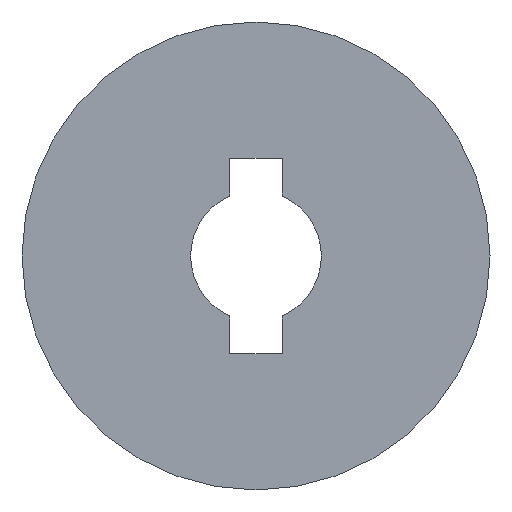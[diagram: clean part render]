
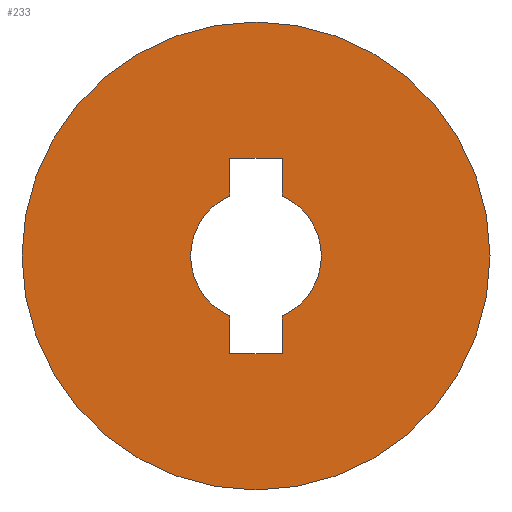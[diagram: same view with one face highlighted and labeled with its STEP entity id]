
A CAD part, front view. The second image highlights one B-rep face of the part: STEP entity #233.
In plain terms, the highlighted planar face has unit normal (0, -1, 0).
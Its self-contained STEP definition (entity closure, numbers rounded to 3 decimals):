
#16=FACE_BOUND('',#56,.T.);
#18=CIRCLE('',#252,2.5);
#20=CIRCLE('',#258,2.5);
#25=CIRCLE('',#267,8.942);
#41=FACE_OUTER_BOUND('',#55,.T.);
#55=EDGE_LOOP('',(#202));
#56=EDGE_LOOP('',(#203,#204,#205,#206,#207,#208,#209,#210));
#59=LINE('',#340,#81);
#63=LINE('',#348,#85);
#67=LINE('',#360,#89);
#70=LINE('',#366,#92);
#73=LINE('',#372,#95);
#77=LINE('',#383,#99);
#81=VECTOR('',#274,10.);
#85=VECTOR('',#280,10.);
#89=VECTOR('',#292,10.);
#92=VECTOR('',#297,10.);
#95=VECTOR('',#302,10.);
#99=VECTOR('',#314,10.);
#103=VERTEX_POINT('',#338);
#104=VERTEX_POINT('',#339);
#107=VERTEX_POINT('',#347);
#109=VERTEX_POINT('',#353);
#111=VERTEX_POINT('',#359);
#113=VERTEX_POINT('',#365);
#115=VERTEX_POINT('',#371);
#117=VERTEX_POINT('',#377);
#122=VERTEX_POINT('',#395);
#123=EDGE_CURVE('',#103,#104,#59,.T.);
#127=EDGE_CURVE('',#104,#107,#63,.T.);
#130=EDGE_CURVE('',#107,#109,#18,.T.);
#133=EDGE_CURVE('',#109,#111,#67,.T.);
#136=EDGE_CURVE('',#111,#113,#70,.T.);
#139=EDGE_CURVE('',#113,#115,#73,.T.);
#142=EDGE_CURVE('',#115,#117,#20,.T.);
#145=EDGE_CURVE('',#117,#103,#77,.T.);
#152=EDGE_CURVE('',#122,#122,#25,.F.);
#202=ORIENTED_EDGE('',*,*,#152,.T.);
#203=ORIENTED_EDGE('',*,*,#145,.T.);
#204=ORIENTED_EDGE('',*,*,#123,.T.);
#205=ORIENTED_EDGE('',*,*,#127,.T.);
#206=ORIENTED_EDGE('',*,*,#130,.T.);
#207=ORIENTED_EDGE('',*,*,#133,.T.);
#208=ORIENTED_EDGE('',*,*,#136,.T.);
#209=ORIENTED_EDGE('',*,*,#139,.T.);
#210=ORIENTED_EDGE('',*,*,#142,.T.);
#220=PLANE('',#268);
#233=ADVANCED_FACE('',(#41,#16),#220,.T.);
#252=AXIS2_PLACEMENT_3D('',#354,#285,#286);
#258=AXIS2_PLACEMENT_3D('',#378,#307,#308);
#267=AXIS2_PLACEMENT_3D('',#397,#330,#331);
#268=AXIS2_PLACEMENT_3D('',#398,#332,#333);
#274=DIRECTION('',(1.,0.,0.));
#280=DIRECTION('',(0.,0.,-1.));
#285=DIRECTION('center_axis',(0.,1.,0.));
#286=DIRECTION('ref_axis',(1.,0.,0.));
#292=DIRECTION('',(0.,0.,-1.));
#297=DIRECTION('',(-1.,0.,0.));
#302=DIRECTION('',(0.,0.,1.));
#307=DIRECTION('center_axis',(0.,1.,0.));
#308=DIRECTION('ref_axis',(1.,0.,0.));
#314=DIRECTION('',(0.,0.,1.));
#330=DIRECTION('center_axis',(0.,1.,0.));
#331=DIRECTION('ref_axis',(1.,0.,0.));
#332=DIRECTION('center_axis',(0.,-1.,0.));
#333=DIRECTION('ref_axis',(1.,0.,0.));
#338=CARTESIAN_POINT('',(-8.002,47.429,-6.611));
#339=CARTESIAN_POINT('',(-6.002,47.429,-6.611));
#340=CARTESIAN_POINT('',(-6.002,47.429,-6.611));
#347=CARTESIAN_POINT('',(-6.002,47.429,-8.049));
#348=CARTESIAN_POINT('',(-6.002,47.429,-14.068));
#353=CARTESIAN_POINT('',(-6.002,47.429,-12.631));
#354=CARTESIAN_POINT('Origin',(-7.002,47.429,-10.34));
#359=CARTESIAN_POINT('',(-6.002,47.429,-14.068));
#360=CARTESIAN_POINT('',(-6.002,47.429,-14.068));
#365=CARTESIAN_POINT('',(-8.002,47.429,-14.068));
#366=CARTESIAN_POINT('',(-8.002,47.429,-14.068));
#371=CARTESIAN_POINT('',(-8.002,47.429,-12.631));
#372=CARTESIAN_POINT('',(-8.002,47.429,-6.611));
#377=CARTESIAN_POINT('',(-8.002,47.429,-8.049));
#378=CARTESIAN_POINT('Origin',(-7.002,47.429,-10.34));
#383=CARTESIAN_POINT('',(-8.002,47.429,-6.611));
#395=CARTESIAN_POINT('',(-15.944,47.429,-10.34));
#397=CARTESIAN_POINT('Origin',(-7.002,47.429,-10.34));
#398=CARTESIAN_POINT('Origin',(-7.002,47.429,-10.34));
